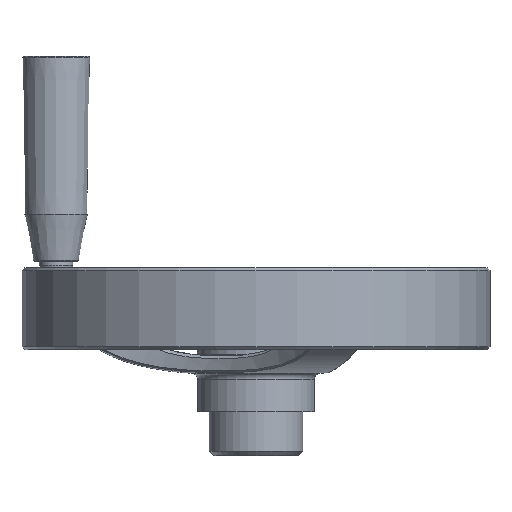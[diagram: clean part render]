
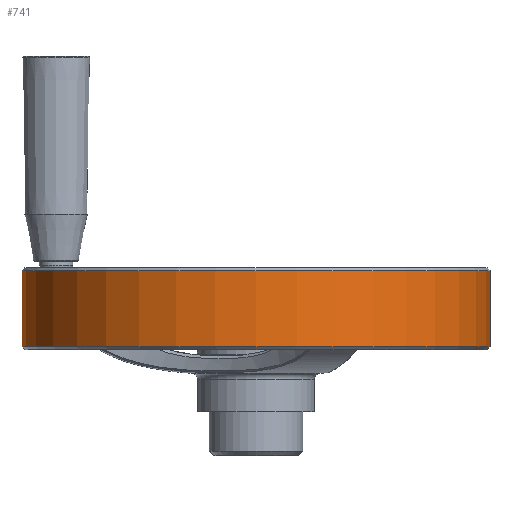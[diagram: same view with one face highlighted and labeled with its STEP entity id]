
A CAD part, front view. The second image highlights one B-rep face of the part: STEP entity #741.
In plain terms, the highlighted cylindrical face has radius 80 mm (diameter 160 mm), a full revolution.
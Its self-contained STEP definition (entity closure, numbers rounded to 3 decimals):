
#741 = ADVANCED_FACE( '', ( #1602, #1603 ), #1604, .T. );
#1602 = FACE_OUTER_BOUND( '', #2878, .T. );
#1603 = FACE_OUTER_BOUND( '', #2879, .T. );
#1604 = CYLINDRICAL_SURFACE( '', #2880, 80. );
#2878 = EDGE_LOOP( '', ( #5085 ) );
#2879 = EDGE_LOOP( '', ( #5086 ) );
#2880 = AXIS2_PLACEMENT_3D( '', #5087, #5088, #5089 );
#5085 = ORIENTED_EDGE( '', *, *, #5936, .T. );
#5086 = ORIENTED_EDGE( '', *, *, #6551, .T. );
#5087 = CARTESIAN_POINT( '', ( 0., 0., -57. ) );
#5088 = DIRECTION( '', ( 0., 0., -1. ) );
#5089 = DIRECTION( '', ( 1., 0., 0. ) );
#5936 = EDGE_CURVE( '', #7010, #7010, #7011, .T. );
#6551 = EDGE_CURVE( '', #7895, #7895, #7896, .T. );
#7010 = VERTEX_POINT( '', #8862 );
#7011 = CIRCLE( '', #8863, 80. );
#7895 = VERTEX_POINT( '', #11397 );
#7896 = CIRCLE( '', #11398, 80. );
#8862 = CARTESIAN_POINT( '', ( 80., 0., 22.255 ) );
#8863 = AXIS2_PLACEMENT_3D( '', #11884, #11885, #11886 );
#11397 = CARTESIAN_POINT( '', ( -80., 0., 48.255 ) );
#11398 = AXIS2_PLACEMENT_3D( '', #12588, #12589, #12590 );
#11884 = CARTESIAN_POINT( '', ( 0., 0., 22.255 ) );
#11885 = DIRECTION( '', ( 0., 0., 1. ) );
#11886 = DIRECTION( '', ( 1., 0., 0. ) );
#12588 = CARTESIAN_POINT( '', ( 0., 0., 48.255 ) );
#12589 = DIRECTION( '', ( 0., 0., -1. ) );
#12590 = DIRECTION( '', ( -1., 0., 0. ) );
